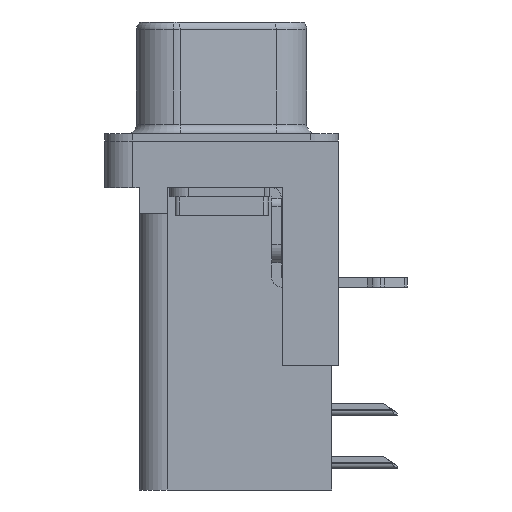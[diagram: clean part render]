
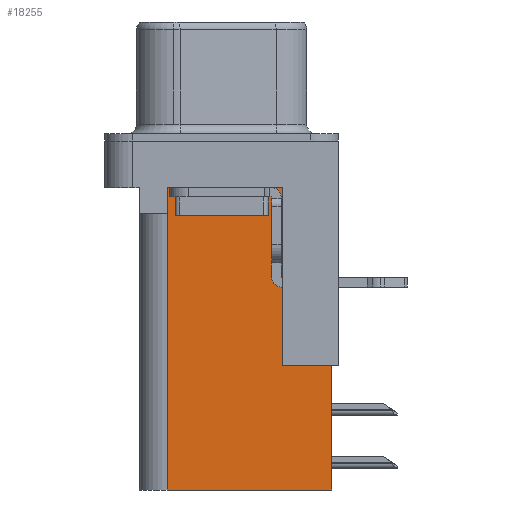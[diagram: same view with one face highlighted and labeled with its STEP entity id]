
A CAD part, left-side view. The second image highlights one B-rep face of the part: STEP entity #18255.
In plain terms, the highlighted planar face has unit normal (-1, 0, 0).
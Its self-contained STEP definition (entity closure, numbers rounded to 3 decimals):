
#433 = VECTOR ( 'NONE', #14027, 1000. ) ;
#598 = EDGE_CURVE ( 'NONE', #16244, #10989, #23285, .T. ) ;
#1017 = CARTESIAN_POINT ( 'NONE',  ( 3.79, 2.925, -18.76 ) ) ;
#1290 = LINE ( 'NONE', #5515, #17004 ) ;
#2029 = EDGE_CURVE ( 'NONE', #11237, #16244, #12609, .T. ) ;
#2554 = VECTOR ( 'NONE', #16090, 1000. ) ;
#2950 = VECTOR ( 'NONE', #19746, 1000. ) ;
#4160 = VERTEX_POINT ( 'NONE', #25583 ) ;
#4648 = VERTEX_POINT ( 'NONE', #21439 ) ;
#4890 = PLANE ( 'NONE',  #19405 ) ;
#5168 = CARTESIAN_POINT ( 'NONE',  ( 3.79, -3.295, -18.76 ) ) ;
#5204 = CARTESIAN_POINT ( 'NONE',  ( 3.79, 2.925, -3.9 ) ) ;
#5515 = CARTESIAN_POINT ( 'NONE',  ( 3.79, 0., -3.9 ) ) ;
#5633 = ORIENTED_EDGE ( 'NONE', *, *, #25460, .F. ) ;
#6018 = CARTESIAN_POINT ( 'NONE',  ( 3.79, -3.295, -2.5 ) ) ;
#7117 = DIRECTION ( 'NONE',  ( 1., 0., 0. ) ) ;
#7170 = VECTOR ( 'NONE', #20712, 1000. ) ;
#7733 = EDGE_LOOP ( 'NONE', ( #15364, #24991, #16906, #13062, #13006, #5633, #9743, #13297 ) ) ;
#7780 = CARTESIAN_POINT ( 'NONE',  ( 3.79, 2.895, -3.9 ) ) ;
#9743 = ORIENTED_EDGE ( 'NONE', *, *, #25667, .T. ) ;
#10989 = VERTEX_POINT ( 'NONE', #7780 ) ;
#11155 = VECTOR ( 'NONE', #24237, 1000. ) ;
#11237 = VERTEX_POINT ( 'NONE', #25280 ) ;
#12142 = LINE ( 'NONE', #18666, #7170 ) ;
#12320 = VECTOR ( 'NONE', #26942, 1000. ) ;
#12609 = LINE ( 'NONE', #6018, #12320 ) ;
#13006 = ORIENTED_EDGE ( 'NONE', *, *, #25302, .F. ) ;
#13062 = ORIENTED_EDGE ( 'NONE', *, *, #20108, .F. ) ;
#13297 = ORIENTED_EDGE ( 'NONE', *, *, #26195, .T. ) ;
#14027 = DIRECTION ( 'NONE',  ( 0., 0., 1. ) ) ;
#15364 = ORIENTED_EDGE ( 'NONE', *, *, #2029, .T. ) ;
#16090 = DIRECTION ( 'NONE',  ( 0., 0., 1. ) ) ;
#16244 = VERTEX_POINT ( 'NONE', #19363 ) ;
#16460 = EDGE_CURVE ( 'NONE', #10989, #21920, #1290, .T. ) ;
#16906 = ORIENTED_EDGE ( 'NONE', *, *, #16460, .T. ) ;
#17004 = VECTOR ( 'NONE', #22123, 1000. ) ;
#17468 = CARTESIAN_POINT ( 'NONE',  ( 3.79, -3.295, -18.76 ) ) ;
#18154 = LINE ( 'NONE', #1017, #2554 ) ;
#18255 = ADVANCED_FACE ( 'NONE', ( #20110 ), #4890, .F. ) ;
#18666 = CARTESIAN_POINT ( 'NONE',  ( 3.79, -6.295, -12.05 ) ) ;
#19136 = LINE ( 'NONE', #5168, #2950 ) ;
#19363 = CARTESIAN_POINT ( 'NONE',  ( 3.79, 2.895, -2.5 ) ) ;
#19405 = AXIS2_PLACEMENT_3D ( 'NONE', #17468, #7117, #21538 ) ;
#19746 = DIRECTION ( 'NONE',  ( 0., 1., 0. ) ) ;
#20108 = EDGE_CURVE ( 'NONE', #21786, #21920, #18154, .T. ) ;
#20110 = FACE_OUTER_BOUND ( 'NONE', #7733, .T. ) ;
#20712 = DIRECTION ( 'NONE',  ( 0., 1., 0. ) ) ;
#21439 = CARTESIAN_POINT ( 'NONE',  ( 3.79, -5.925, -12.05 ) ) ;
#21472 = CARTESIAN_POINT ( 'NONE',  ( 3.79, 2.925, -18.76 ) ) ;
#21538 = DIRECTION ( 'NONE',  ( 0., 1., 0. ) ) ;
#21557 = CARTESIAN_POINT ( 'NONE',  ( 3.79, 2.895, -3.9 ) ) ;
#21786 = VERTEX_POINT ( 'NONE', #21472 ) ;
#21920 = VERTEX_POINT ( 'NONE', #5204 ) ;
#22005 = LINE ( 'NONE', #22166, #11155 ) ;
#22123 = DIRECTION ( 'NONE',  ( 0., 1., 0. ) ) ;
#22166 = CARTESIAN_POINT ( 'NONE',  ( 3.79, -5.925, -2. ) ) ;
#23260 = VECTOR ( 'NONE', #25241, 1000. ) ;
#23285 = LINE ( 'NONE', #21557, #23260 ) ;
#24237 = DIRECTION ( 'NONE',  ( 0., 0., -1. ) ) ;
#24428 = VERTEX_POINT ( 'NONE', #27088 ) ;
#24991 = ORIENTED_EDGE ( 'NONE', *, *, #598, .T. ) ;
#25241 = DIRECTION ( 'NONE',  ( 0., 0., -1. ) ) ;
#25280 = CARTESIAN_POINT ( 'NONE',  ( 3.79, -3.295, -2.5 ) ) ;
#25302 = EDGE_CURVE ( 'NONE', #24428, #21786, #19136, .T. ) ;
#25460 = EDGE_CURVE ( 'NONE', #4648, #24428, #22005, .T. ) ;
#25583 = CARTESIAN_POINT ( 'NONE',  ( 3.79, -3.295, -12.05 ) ) ;
#25667 = EDGE_CURVE ( 'NONE', #4648, #4160, #12142, .T. ) ;
#26195 = EDGE_CURVE ( 'NONE', #4160, #11237, #27126, .T. ) ;
#26236 = CARTESIAN_POINT ( 'NONE',  ( 3.79, -3.295, -18.76 ) ) ;
#26942 = DIRECTION ( 'NONE',  ( 0., 1., 0. ) ) ;
#27088 = CARTESIAN_POINT ( 'NONE',  ( 3.79, -5.925, -18.76 ) ) ;
#27126 = LINE ( 'NONE', #26236, #433 ) ;
